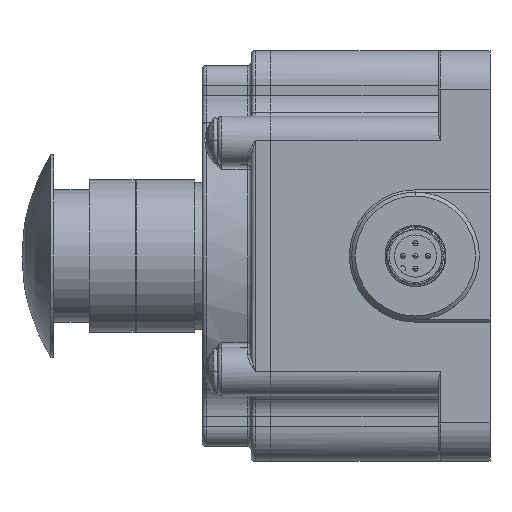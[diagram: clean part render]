
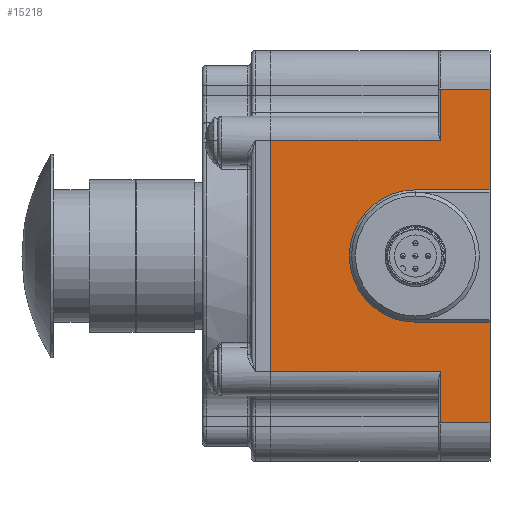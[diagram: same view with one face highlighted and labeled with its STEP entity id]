
A CAD part, left-side view. The second image highlights one B-rep face of the part: STEP entity #15218.
In plain terms, the highlighted face is planar.
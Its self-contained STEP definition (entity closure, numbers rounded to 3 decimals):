
#10358=DIRECTION('',(0.,0.,-1.));
#10359=VECTOR('',#10358,10.119);
#10360=CARTESIAN_POINT('',(40.07,9.76,32.854));
#10361=LINE('',#10360,#10359);
#10362=DIRECTION('',(0.,0.,-1.));
#10363=VECTOR('',#10362,10.119);
#10364=CARTESIAN_POINT('',(40.07,9.76,-22.735));
#10365=LINE('',#10364,#10363);
#10366=DIRECTION('',(0.,0.,1.));
#10367=VECTOR('',#10366,19.834);
#10368=CARTESIAN_POINT('',(40.07,0.,-32.854));
#10369=LINE('',#10368,#10367);
#10370=DIRECTION('',(0.,1.,0.));
#10371=VECTOR('',#10370,14.666);
#10372=CARTESIAN_POINT('',(40.07,0.,-13.02));
#10373=LINE('',#10372,#10371);
#10374=CARTESIAN_POINT('',(40.07,14.666,0.));
#10375=DIRECTION('',(-1.,0.,0.));
#10376=DIRECTION('',(0.,0.,1.));
#10377=AXIS2_PLACEMENT_3D('',#10374,#10375,#10376);
#10379=DIRECTION('',(0.,1.,0.));
#10380=VECTOR('',#10379,14.666);
#10381=CARTESIAN_POINT('',(40.07,0.,13.02));
#10382=LINE('',#10381,#10380);
#10383=DIRECTION('',(0.,0.,1.));
#10384=VECTOR('',#10383,19.834);
#10385=CARTESIAN_POINT('',(40.07,0.,13.02));
#10386=LINE('',#10385,#10384);
#10387=DIRECTION('',(0.,1.,0.));
#10388=VECTOR('',#10387,9.76);
#10389=CARTESIAN_POINT('',(40.07,0.,32.854));
#10390=LINE('',#10389,#10388);
#10593=DIRECTION('',(0.,0.,-1.));
#10594=VECTOR('',#10593,45.47);
#10595=CARTESIAN_POINT('',(40.07,43.18,22.735));
#10596=LINE('',#10595,#10594);
#10847=DIRECTION('',(0.,1.,0.));
#10848=VECTOR('',#10847,33.42);
#10849=CARTESIAN_POINT('',(40.07,9.76,-22.735));
#10850=LINE('',#10849,#10848);
#11080=DIRECTION('',(0.,-1.,0.));
#11081=VECTOR('',#11080,33.42);
#11082=CARTESIAN_POINT('',(40.07,43.18,22.735));
#11083=LINE('',#11082,#11081);
#11155=DIRECTION('',(0.,1.,0.));
#11156=VECTOR('',#11155,9.76);
#11157=CARTESIAN_POINT('',(40.07,0.,-32.854));
#11158=LINE('',#11157,#11156);
#14058=CARTESIAN_POINT('',(40.07,0.,32.854));
#14060=VERTEX_POINT('',#14058);
#14061=CARTESIAN_POINT('',(40.07,0.,-32.854));
#14063=VERTEX_POINT('',#14061);
#14210=CARTESIAN_POINT('',(40.07,43.18,22.735));
#14212=VERTEX_POINT('',#14210);
#14213=CARTESIAN_POINT('',(40.07,43.18,-22.735));
#14214=VERTEX_POINT('',#14213);
#14253=CARTESIAN_POINT('',(40.07,14.666,-13.02));
#14254=VERTEX_POINT('',#14253);
#14255=CARTESIAN_POINT('',(40.07,0.,-13.02));
#14256=VERTEX_POINT('',#14255);
#14257=CARTESIAN_POINT('',(40.07,0.,13.02));
#14258=VERTEX_POINT('',#14257);
#14259=CARTESIAN_POINT('',(40.07,14.666,13.02));
#14260=VERTEX_POINT('',#14259);
#14759=CARTESIAN_POINT('',(40.07,9.76,32.854));
#14760=CARTESIAN_POINT('',(40.07,9.76,22.735));
#14761=VERTEX_POINT('',#14759);
#14762=VERTEX_POINT('',#14760);
#14813=CARTESIAN_POINT('',(40.07,9.76,-32.854));
#14814=VERTEX_POINT('',#14813);
#14817=CARTESIAN_POINT('',(40.07,9.76,-22.735));
#14818=VERTEX_POINT('',#14817);
#15190=CARTESIAN_POINT('',(40.07,0.,32.854));
#15191=DIRECTION('',(1.,0.,0.));
#15192=DIRECTION('',(0.,0.,-1.));
#15193=AXIS2_PLACEMENT_3D('',#15190,#15191,#15192);
#15194=PLANE('',#15193);
#15196=ORIENTED_EDGE('',*,*,#15195,.T.);
#15198=ORIENTED_EDGE('',*,*,#15197,.F.);
#15200=ORIENTED_EDGE('',*,*,#15199,.T.);
#15202=ORIENTED_EDGE('',*,*,#15201,.F.);
#15204=ORIENTED_EDGE('',*,*,#15203,.T.);
#15206=ORIENTED_EDGE('',*,*,#15205,.F.);
#15207=ORIENTED_EDGE('',*,*,#15002,.T.);
#15209=ORIENTED_EDGE('',*,*,#15208,.T.);
#15211=ORIENTED_EDGE('',*,*,#15210,.F.);
#15212=ORIENTED_EDGE('',*,*,#15183,.F.);
#15213=ORIENTED_EDGE('',*,*,#15018,.T.);
#15215=ORIENTED_EDGE('',*,*,#15214,.T.);
#15216=EDGE_LOOP('',(#15196,#15198,#15200,#15202,#15204,#15206,#15207,#15209,
#15211,#15212,#15213,#15215));
#15217=FACE_OUTER_BOUND('',#15216,.F.);
#15218=ADVANCED_FACE('',(#15217),#15194,.T.);
#10378=CIRCLE('',#10377,13.02);
#15002=EDGE_CURVE('',#14063,#14256,#10369,.T.);
#15018=EDGE_CURVE('',#14258,#14060,#10386,.T.);
#15183=EDGE_CURVE('',#14258,#14260,#10382,.T.);
#15195=EDGE_CURVE('',#14761,#14762,#10361,.T.);
#15197=EDGE_CURVE('',#14212,#14762,#11083,.T.);
#15199=EDGE_CURVE('',#14212,#14214,#10596,.T.);
#15201=EDGE_CURVE('',#14818,#14214,#10850,.T.);
#15203=EDGE_CURVE('',#14818,#14814,#10365,.T.);
#15205=EDGE_CURVE('',#14063,#14814,#11158,.T.);
#15208=EDGE_CURVE('',#14256,#14254,#10373,.T.);
#15210=EDGE_CURVE('',#14260,#14254,#10378,.T.);
#15214=EDGE_CURVE('',#14060,#14761,#10390,.T.);
